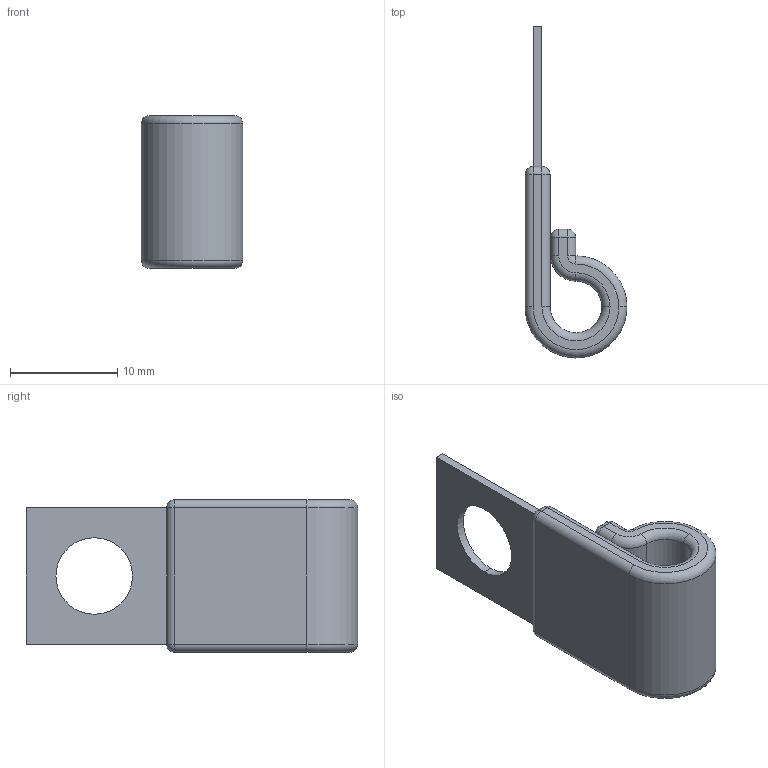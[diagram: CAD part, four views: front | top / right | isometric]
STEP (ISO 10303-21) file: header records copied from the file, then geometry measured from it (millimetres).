
FILE_DESCRIPTION (( 'STEP AP214' ), '1' );
FILE_NAME ('CJV0409Z2.step', '2018-11-01T21:37:36', ( 'User' ), ( 'Microsoft' ), 'SwSTEP 2.0', 'SolidWorks 2018', '' );
FILE_SCHEMA (( 'AUTOMOTIVE_DESIGN' ));
Length unit declared in the file: inch
Products named in the file (1): CJV0409Z2
Bounding box: 9.5 x 30.94 x 14.22 mm (x, y, z)
Volume: 1218.6 mm3; surface area: 1428.1 mm2
Topology: 1 solids, 1 shells, 61 faces, 139 edges, 70 vertices
Faces by surface type: cylinder 27, plane 14, torus 12, sphere 8
Entity records: 2355 total; most frequent: DIRECTION 323, CARTESIAN_POINT 261, ORIENTED_EDGE 258, AXIS2_PLACEMENT_3D 132, EDGE_CURVE 129, CIRCLE 70, VERTEX_POINT 70, EDGE_LOOP 63
